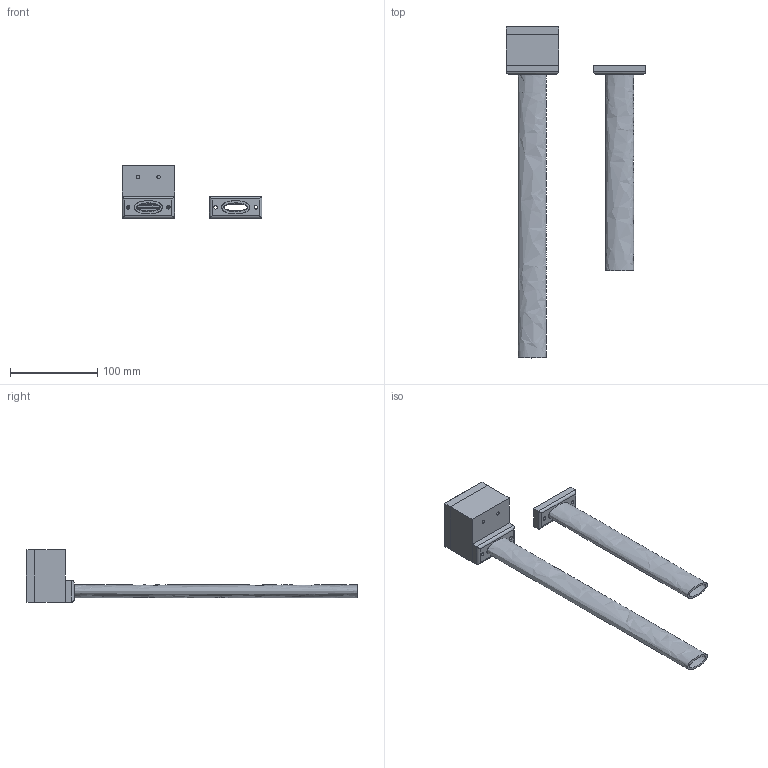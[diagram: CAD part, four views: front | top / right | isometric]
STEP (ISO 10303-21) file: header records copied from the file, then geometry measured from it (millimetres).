
FILE_DESCRIPTION(/* description */ (''),/* implementation_level */ '2;1');
FILE_NAME(/* name */ 'Water Level Sensor v10.step',/* time_stamp */ '2022-08-09T20:02:23+02:00',/* author */ (''),/* organization */ (''),/* preprocessor_version */ 'ST-DEVELOPER v19',/* originating_system */ 'Autodesk Translation Framework v11.7.0.108',/* authorisation */ '');
FILE_SCHEMA (('AUTOMOTIVE_DESIGN { 1 0 10303 214 3 1 1 }'));
Products named in the file (1): Water Level Sensor
Bounding box: 160 x 380 x 60 mm (x, y, z)
Volume: 201848.2 mm3; surface area: 139899.8 mm2
Topology: 6 solids, 6 shells, 1588 faces, 4425 edges, 2905 vertices
Faces by surface type: bspline 1150, plane 219, cylinder 171, sphere 24, torus 16, cone 8
Full cylindrical faces by diameter (mm): 0.7 x4, 2 x4, 2.3 x4, 3 x8, 4 x20, 5 x8, 8 x2, 9 x2, 10 x2, 12 x1
Entity records: 53897 total; most frequent: CARTESIAN_POINT 20805, ORIENTED_EDGE 8850, EDGE_CURVE 4425, DIRECTION 3290, VERTEX_POINT 2905, B_SPLINE_CURVE_WITH_KNOTS 2341, LINE 1756, VECTOR 1756
